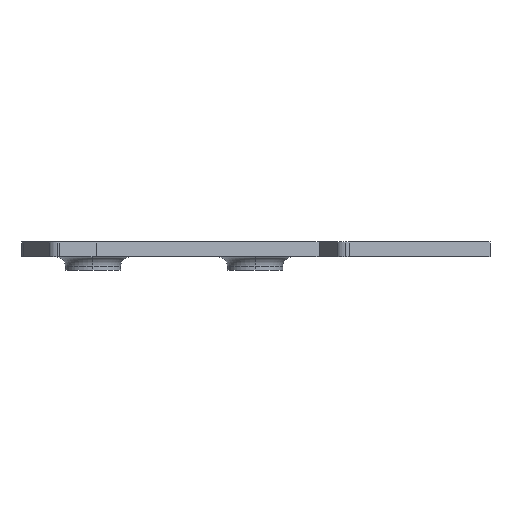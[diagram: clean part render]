
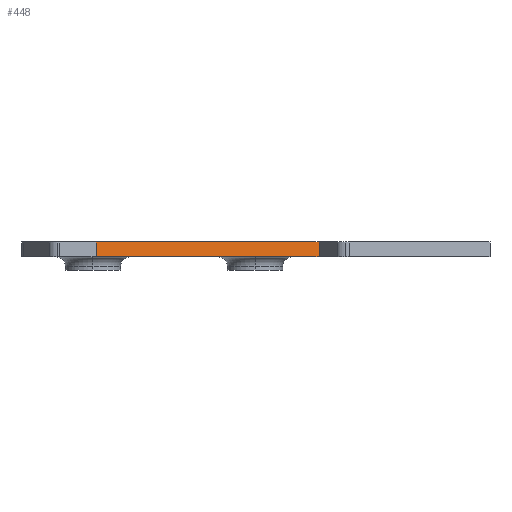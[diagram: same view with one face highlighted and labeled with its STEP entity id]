
A CAD part, left-side view. The second image highlights one B-rep face of the part: STEP entity #448.
In plain terms, the highlighted planar face has unit normal (-0.866, -0.5, 0).
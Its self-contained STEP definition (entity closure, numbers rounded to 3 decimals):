
#81 = FACE_OUTER_BOUND ( 'NONE', #1134, .T. ) ;
#204 = CARTESIAN_POINT ( 'NONE',  ( -13.155, -5., 0. ) ) ;
#220 = CARTESIAN_POINT ( 'NONE',  ( -26.905, 18.816, 1.6 ) ) ;
#268 = EDGE_CURVE ( 'NONE', #1493, #1093, #819, .T. ) ;
#281 = EDGE_CURVE ( 'NONE', #1202, #1493, #1298, .T. ) ;
#300 = DIRECTION ( 'NONE',  ( 0., 0., -1. ) ) ;
#359 = VECTOR ( 'NONE', #300, 1000. ) ;
#383 = VECTOR ( 'NONE', #702, 1000. ) ;
#448 = ADVANCED_FACE ( 'NONE', ( #81 ), #1193, .F. ) ;
#570 = EDGE_CURVE ( 'NONE', #1202, #815, #632, .T. ) ;
#588 = CARTESIAN_POINT ( 'NONE',  ( -26.905, 18.816, 1.6 ) ) ;
#604 = ORIENTED_EDGE ( 'NONE', *, *, #281, .F. ) ;
#632 = LINE ( 'NONE', #588, #359 ) ;
#702 = DIRECTION ( 'NONE',  ( 0.5, -0.866, 0. ) ) ;
#718 = CARTESIAN_POINT ( 'NONE',  ( -13.155, -5., 1.6 ) ) ;
#749 = CARTESIAN_POINT ( 'NONE',  ( -26.905, 18.816, 1.6 ) ) ;
#815 = VERTEX_POINT ( 'NONE', #1287 ) ;
#819 = LINE ( 'NONE', #1608, #1458 ) ;
#851 = DIRECTION ( 'NONE',  ( 0., 0., -1. ) ) ;
#882 = CARTESIAN_POINT ( 'NONE',  ( -26.905, 18.816, 1.6 ) ) ;
#905 = ORIENTED_EDGE ( 'NONE', *, *, #570, .T. ) ;
#1093 = VERTEX_POINT ( 'NONE', #204 ) ;
#1134 = EDGE_LOOP ( 'NONE', ( #1354, #1784, #604, #905 ) ) ;
#1193 = PLANE ( 'NONE',  #1742 ) ;
#1202 = VERTEX_POINT ( 'NONE', #749 ) ;
#1222 = DIRECTION ( 'NONE',  ( 0.866, 0.5, 0. ) ) ;
#1287 = CARTESIAN_POINT ( 'NONE',  ( -26.905, 18.816, 0. ) ) ;
#1298 = LINE ( 'NONE', #220, #1708 ) ;
#1354 = ORIENTED_EDGE ( 'NONE', *, *, #1501, .T. ) ;
#1458 = VECTOR ( 'NONE', #851, 1000. ) ;
#1488 = DIRECTION ( 'NONE',  ( -0.5, 0.866, 0. ) ) ;
#1493 = VERTEX_POINT ( 'NONE', #718 ) ;
#1501 = EDGE_CURVE ( 'NONE', #815, #1093, #1797, .T. ) ;
#1513 = CARTESIAN_POINT ( 'NONE',  ( -26.905, 18.816, 0. ) ) ;
#1608 = CARTESIAN_POINT ( 'NONE',  ( -13.155, -5., 1.6 ) ) ;
#1708 = VECTOR ( 'NONE', #1910, 1000. ) ;
#1742 = AXIS2_PLACEMENT_3D ( 'NONE', #882, #1222, #1488 ) ;
#1784 = ORIENTED_EDGE ( 'NONE', *, *, #268, .F. ) ;
#1797 = LINE ( 'NONE', #1513, #383 ) ;
#1910 = DIRECTION ( 'NONE',  ( 0.5, -0.866, 0. ) ) ;
